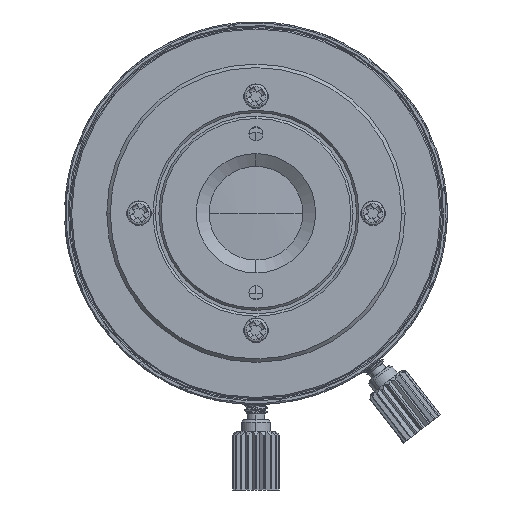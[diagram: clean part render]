
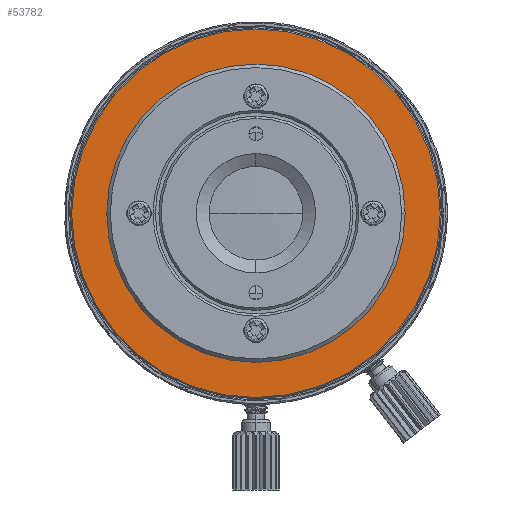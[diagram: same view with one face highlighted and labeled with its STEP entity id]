
A CAD part, front view. The second image highlights one B-rep face of the part: STEP entity #53782.
In plain terms, the highlighted planar face has unit normal (0, -1, 0).
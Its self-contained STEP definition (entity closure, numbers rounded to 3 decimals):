
#53114 = EDGE_CURVE('',#53115,#53117,#53119,.T.);
#53115 = VERTEX_POINT('',#53116);
#53116 = CARTESIAN_POINT('',(0.,4.1,-15.75));
#53117 = VERTEX_POINT('',#53118);
#53118 = CARTESIAN_POINT('',(0.,4.1,15.75));
#53119 = CIRCLE('',#53120,15.75);
#53120 = AXIS2_PLACEMENT_3D('',#53121,#53122,#53123);
#53121 = CARTESIAN_POINT('',(0.,4.1,0.));
#53122 = DIRECTION('',(0.,-1.,-0.));
#53123 = DIRECTION('',(0.,0.,-1.));
#53432 = EDGE_CURVE('',#53433,#53435,#53437,.T.);
#53433 = VERTEX_POINT('',#53434);
#53434 = CARTESIAN_POINT('',(0.,4.1,-12.25));
#53435 = VERTEX_POINT('',#53436);
#53436 = CARTESIAN_POINT('',(0.,4.1,
    12.25));
#53437 = CIRCLE('',#53438,12.25);
#53438 = AXIS2_PLACEMENT_3D('',#53439,#53440,#53441);
#53439 = CARTESIAN_POINT('',(0.,4.1,0.));
#53440 = DIRECTION('',(0.,-1.,-0.));
#53441 = DIRECTION('',(0.,0.,-1.));
#53501 = EDGE_CURVE('',#53435,#53433,#53502,.T.);
#53502 = CIRCLE('',#53503,12.25);
#53503 = AXIS2_PLACEMENT_3D('',#53504,#53505,#53506);
#53504 = CARTESIAN_POINT('',(0.,4.1,0.));
#53505 = DIRECTION('',(0.,-1.,-0.));
#53506 = DIRECTION('',(0.,0.,-1.));
#53769 = EDGE_CURVE('',#53117,#53115,#53770,.T.);
#53770 = CIRCLE('',#53771,15.75);
#53771 = AXIS2_PLACEMENT_3D('',#53772,#53773,#53774);
#53772 = CARTESIAN_POINT('',(0.,4.1,0.));
#53773 = DIRECTION('',(0.,-1.,-0.));
#53774 = DIRECTION('',(0.,0.,-1.));
#53782 = ADVANCED_FACE('',(#53783,#53787),#53791,.T.);
#53783 = FACE_BOUND('',#53784,.T.);
#53784 = EDGE_LOOP('',(#53785,#53786));
#53785 = ORIENTED_EDGE('',*,*,#53769,.T.);
#53786 = ORIENTED_EDGE('',*,*,#53114,.T.);
#53787 = FACE_BOUND('',#53788,.T.);
#53788 = EDGE_LOOP('',(#53789,#53790));
#53789 = ORIENTED_EDGE('',*,*,#53432,.F.);
#53790 = ORIENTED_EDGE('',*,*,#53501,.F.);
#53791 = PLANE('',#53792);
#53792 = AXIS2_PLACEMENT_3D('',#53793,#53794,#53795);
#53793 = CARTESIAN_POINT('',(12.25,4.1,0.));
#53794 = DIRECTION('',(0.,-1.,-0.));
#53795 = DIRECTION('',(0.,0.,-1.));
